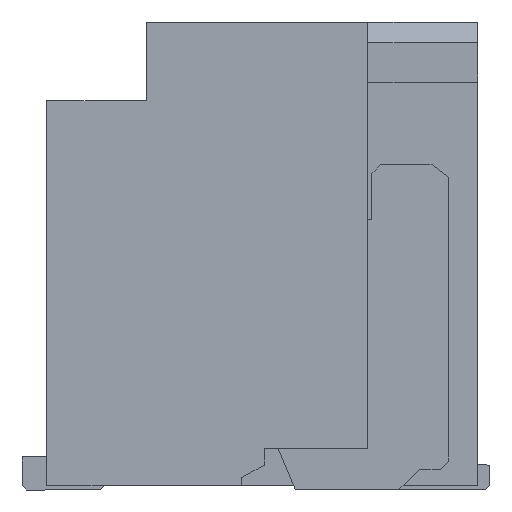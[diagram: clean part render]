
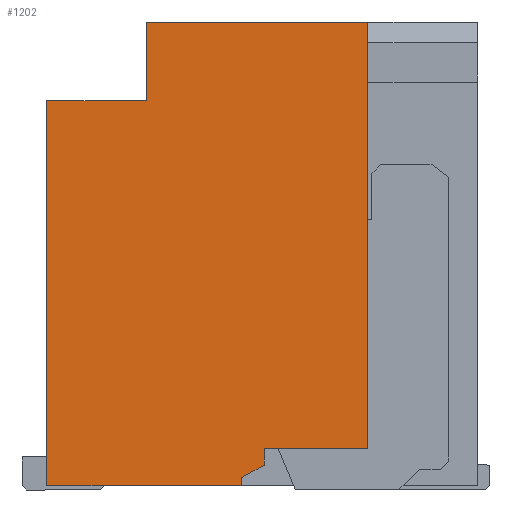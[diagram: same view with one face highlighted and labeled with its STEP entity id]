
A CAD part, left-side view. The second image highlights one B-rep face of the part: STEP entity #1202.
In plain terms, the highlighted planar face has unit normal (-1, 0, 0).
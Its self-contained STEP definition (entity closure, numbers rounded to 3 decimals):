
#1202=ADVANCED_FACE('',(#1982),#1983,.T.);
#1982=FACE_OUTER_BOUND('',#3099,.T.);
#1983=PLANE('',#3100);
#3099=EDGE_LOOP('',(#4400,#4401,#4402,#4403,#4404,#4405,#4406,#4407,#4408,#4409));
#3100=AXIS2_PLACEMENT_3D('',#4410,#4411,#4412);
#4400=ORIENTED_EDGE('',*,*,#9056,.T.);
#4401=ORIENTED_EDGE('',*,*,#8942,.T.);
#4402=ORIENTED_EDGE('',*,*,#8938,.T.);
#4403=ORIENTED_EDGE('',*,*,#8912,.F.);
#4404=ORIENTED_EDGE('',*,*,#9057,.T.);
#4405=ORIENTED_EDGE('',*,*,#9058,.T.);
#4406=ORIENTED_EDGE('',*,*,#9059,.T.);
#4407=ORIENTED_EDGE('',*,*,#8946,.T.);
#4408=ORIENTED_EDGE('',*,*,#9060,.T.);
#4409=ORIENTED_EDGE('',*,*,#9061,.T.);
#4410=CARTESIAN_POINT('',(-15.6,14.3,10.5));
#4411=DIRECTION('',(-1.0,0.0,0.0));
#4412=DIRECTION('',(0.0,0.0,1.0));
#8912=EDGE_CURVE('',#10465,#10453,#10467,.T.);
#8938=EDGE_CURVE('',#10517,#10453,#10518,.T.);
#8942=EDGE_CURVE('',#10524,#10517,#10525,.T.);
#8946=EDGE_CURVE('',#10530,#10528,#10531,.T.);
#9056=EDGE_CURVE('',#10749,#10524,#10750,.T.);
#9057=EDGE_CURVE('',#10465,#10751,#10752,.T.);
#9058=EDGE_CURVE('',#10751,#10753,#10754,.T.);
#9059=EDGE_CURVE('',#10753,#10530,#10755,.T.);
#9060=EDGE_CURVE('',#10528,#10756,#10757,.T.);
#9061=EDGE_CURVE('',#10756,#10749,#10758,.T.);
#10453=VERTEX_POINT('',#13021);
#10465=VERTEX_POINT('',#13039);
#10467=LINE('',#13042,#13043);
#10517=VERTEX_POINT('',#13118);
#10518=LINE('',#13119,#13120);
#10524=VERTEX_POINT('',#13129);
#10525=LINE('',#13130,#13131);
#10528=VERTEX_POINT('',#13136);
#10530=VERTEX_POINT('',#13139);
#10531=LINE('',#13140,#13141);
#10749=VERTEX_POINT('',#13468);
#10750=LINE('',#13469,#13470);
#10751=VERTEX_POINT('',#13471);
#10752=LINE('',#13472,#13473);
#10753=VERTEX_POINT('',#13474);
#10754=LINE('',#13475,#13476);
#10755=LINE('',#13477,#13478);
#10756=VERTEX_POINT('',#13479);
#10757=LINE('',#13480,#13481);
#10758=LINE('',#13482,#13483);
#13021=CARTESIAN_POINT('',(-15.6,6.55,10.5));
#13039=CARTESIAN_POINT('',(-15.6,11.9,10.5));
#13042=CARTESIAN_POINT('',(-15.6,14.3,10.5));
#13043=VECTOR('',#16984,1.0);
#13118=CARTESIAN_POINT('',(-15.6,6.55,0.2));
#13119=CARTESIAN_POINT('',(-15.6,6.55,-100.38));
#13120=VECTOR('',#17010,1.0);
#13129=CARTESIAN_POINT('',(-15.6,9.05,0.2));
#13130=CARTESIAN_POINT('',(-15.6,9.05,0.2));
#13131=VECTOR('',#17014,1.0);
#13136=CARTESIAN_POINT('',(-15.6,9.6,-0.7));
#13139=CARTESIAN_POINT('',(-15.6,14.3,-0.7));
#13140=CARTESIAN_POINT('',(-15.6,14.3,-0.7));
#13141=VECTOR('',#17018,1.0);
#13468=CARTESIAN_POINT('',(-15.6,9.05,-0.2));
#13469=CARTESIAN_POINT('',(-15.6,9.05,-0.2));
#13470=VECTOR('',#17128,1.0);
#13471=CARTESIAN_POINT('',(-15.6,11.9,8.6));
#13472=CARTESIAN_POINT('',(-15.6,11.9,10.5));
#13473=VECTOR('',#17129,1.0);
#13474=CARTESIAN_POINT('',(-15.6,14.3,8.6));
#13475=CARTESIAN_POINT('',(-15.6,11.9,8.6));
#13476=VECTOR('',#17130,1.0);
#13477=CARTESIAN_POINT('',(-15.6,14.3,10.5));
#13478=VECTOR('',#17131,1.0);
#13479=CARTESIAN_POINT('',(-15.6,9.6,-0.5));
#13480=CARTESIAN_POINT('',(-15.6,9.6,-0.7));
#13481=VECTOR('',#17132,1.0);
#13482=CARTESIAN_POINT('',(-15.6,9.6,-0.5));
#13483=VECTOR('',#17133,1.0);
#16984=DIRECTION('',(0.0,-1.0,0.0));
#17010=DIRECTION('',(0.0,0.0,1.0));
#17014=DIRECTION('',(0.0,-1.0,0.));
#17018=DIRECTION('',(0.0,-1.0,0.0));
#17128=DIRECTION('',(0.0,0.0,1.0));
#17129=DIRECTION('',(0.0,0.0,-1.0));
#17130=DIRECTION('',(0.0,1.0,0.));
#17131=DIRECTION('',(0.0,0.0,-1.0));
#17132=DIRECTION('',(0.0,0.0,1.0));
#17133=DIRECTION('',(0.0,-0.878,0.479));
